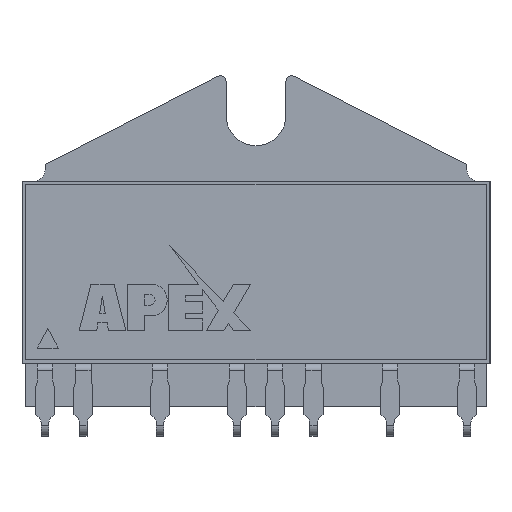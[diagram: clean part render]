
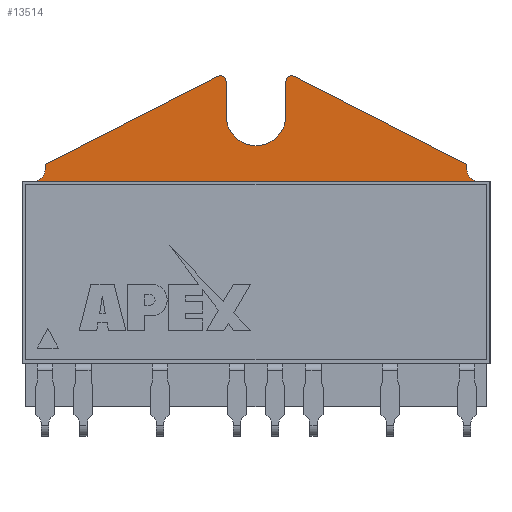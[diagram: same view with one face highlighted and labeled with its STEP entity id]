
A CAD part, top view. The second image highlights one B-rep face of the part: STEP entity #13514.
In plain terms, the highlighted planar face has unit normal (0, 0, 1).
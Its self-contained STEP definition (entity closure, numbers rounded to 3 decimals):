
#13098=CARTESIAN_POINT('',(13.97,17.777,1.854));
#13099=VERTEX_POINT('',#13098);
#13100=CARTESIAN_POINT('',(13.97,17.422,1.854));
#13101=VERTEX_POINT('',#13100);
#13102=CARTESIAN_POINT('',(13.97,17.777,1.854));
#13103=DIRECTION('',(0.0,-1.0,0.0));
#13104=VECTOR('',#13103,0.355);
#13105=LINE('',#13102,#13104);
#13106=EDGE_CURVE('',#13099,#13101,#13105,.T.);
#13138=CARTESIAN_POINT('',(14.732,16.66,1.854));
#13139=VERTEX_POINT('',#13138);
#13140=CARTESIAN_POINT('',(14.732,17.422,1.854));
#13141=DIRECTION('',(0.0,0.0,1.0));
#13142=DIRECTION('',(-0.707,-0.707,0.0));
#13143=AXIS2_PLACEMENT_3D('',#13140,#13141,#13142);
#13144=CIRCLE('',#13143,0.762);
#13145=EDGE_CURVE('',#13101,#13139,#13144,.T.);
#13171=CARTESIAN_POINT('',(-14.732,16.66,1.854));
#13172=VERTEX_POINT('',#13171);
#13173=CARTESIAN_POINT('',(14.732,16.66,1.854));
#13174=DIRECTION('',(-1.0,0.0,0.0));
#13175=VECTOR('',#13174,29.464);
#13176=LINE('',#13173,#13175);
#13177=EDGE_CURVE('',#13139,#13172,#13176,.T.);
#13202=CARTESIAN_POINT('',(-13.97,17.422,1.854));
#13203=VERTEX_POINT('',#13202);
#13204=CARTESIAN_POINT('',(-14.732,17.422,1.854));
#13205=DIRECTION('',(0.0,0.0,1.));
#13206=DIRECTION('',(0.707,-0.707,0.0));
#13207=AXIS2_PLACEMENT_3D('',#13204,#13205,#13206);
#13208=CIRCLE('',#13207,0.762);
#13209=EDGE_CURVE('',#13172,#13203,#13208,.T.);
#13235=CARTESIAN_POINT('',(-13.97,17.777,1.854));
#13236=VERTEX_POINT('',#13235);
#13237=CARTESIAN_POINT('',(-13.97,17.422,1.854));
#13238=DIRECTION('',(0.0,1.0,0.0));
#13239=VECTOR('',#13238,0.355);
#13240=LINE('',#13237,#13239);
#13241=EDGE_CURVE('',#13203,#13236,#13240,.T.);
#13266=CARTESIAN_POINT('',(-2.535,23.603,1.854));
#13267=VERTEX_POINT('',#13266);
#13268=CARTESIAN_POINT('',(-13.97,17.777,1.854));
#13269=DIRECTION('',(0.891,0.454,0.0));
#13270=VECTOR('',#13269,12.834);
#13271=LINE('',#13268,#13270);
#13272=EDGE_CURVE('',#13236,#13267,#13271,.T.);
#13297=CARTESIAN_POINT('',(-1.981,23.264,1.854));
#13298=VERTEX_POINT('',#13297);
#13299=CARTESIAN_POINT('',(-2.362,23.264,1.854));
#13300=DIRECTION('',(0.0,0.0,-1.0));
#13301=DIRECTION('',(0.522,0.853,0.0));
#13302=AXIS2_PLACEMENT_3D('',#13299,#13300,#13301);
#13303=CIRCLE('',#13302,0.381);
#13304=EDGE_CURVE('',#13267,#13298,#13303,.T.);
#13330=CARTESIAN_POINT('',(-1.981,21.003,1.854));
#13331=VERTEX_POINT('',#13330);
#13332=CARTESIAN_POINT('',(-1.981,23.264,1.854));
#13333=DIRECTION('',(0.0,-1.0,0.0));
#13334=VECTOR('',#13333,2.261);
#13335=LINE('',#13332,#13334);
#13336=EDGE_CURVE('',#13298,#13331,#13335,.T.);
#13361=CARTESIAN_POINT('',(1.981,21.003,1.854));
#13362=VERTEX_POINT('',#13361);
#13363=CARTESIAN_POINT('',(0.,21.003,1.854));
#13364=DIRECTION('',(0.0,0.0,1.0));
#13365=DIRECTION('',(0.0,-1.0,0.0));
#13366=AXIS2_PLACEMENT_3D('',#13363,#13364,#13365);
#13367=CIRCLE('',#13366,1.981);
#13368=EDGE_CURVE('',#13331,#13362,#13367,.T.);
#13394=CARTESIAN_POINT('',(1.981,23.264,1.854));
#13395=VERTEX_POINT('',#13394);
#13396=CARTESIAN_POINT('',(1.981,21.003,1.854));
#13397=DIRECTION('',(0.0,1.0,0.0));
#13398=VECTOR('',#13397,2.261);
#13399=LINE('',#13396,#13398);
#13400=EDGE_CURVE('',#13362,#13395,#13399,.T.);
#13425=CARTESIAN_POINT('',(2.535,23.603,1.854));
#13426=VERTEX_POINT('',#13425);
#13427=CARTESIAN_POINT('',(2.362,23.264,1.854));
#13428=DIRECTION('',(0.0,0.0,-1.0));
#13429=DIRECTION('',(-0.522,0.853,0.0));
#13430=AXIS2_PLACEMENT_3D('',#13427,#13428,#13429);
#13431=CIRCLE('',#13430,0.381);
#13432=EDGE_CURVE('',#13395,#13426,#13431,.T.);
#13458=CARTESIAN_POINT('',(2.535,23.603,1.854));
#13459=DIRECTION('',(0.891,-0.454,0.0));
#13460=VECTOR('',#13459,12.834);
#13461=LINE('',#13458,#13460);
#13462=EDGE_CURVE('',#13426,#13099,#13461,.T.);
#13495=CARTESIAN_POINT('',(0.,18.931,1.854));
#13496=DIRECTION('',(0.0,0.0,1.0));
#13497=DIRECTION('',(1.0,0.0,0.0));
#13498=AXIS2_PLACEMENT_3D('',#13495,#13496,#13497);
#13499=PLANE('',#13498);
#13500=ORIENTED_EDGE('',*,*,#13106,.F.);
#13501=ORIENTED_EDGE('',*,*,#13462,.F.);
#13502=ORIENTED_EDGE('',*,*,#13432,.F.);
#13503=ORIENTED_EDGE('',*,*,#13400,.F.);
#13504=ORIENTED_EDGE('',*,*,#13368,.F.);
#13505=ORIENTED_EDGE('',*,*,#13336,.F.);
#13506=ORIENTED_EDGE('',*,*,#13304,.F.);
#13507=ORIENTED_EDGE('',*,*,#13272,.F.);
#13508=ORIENTED_EDGE('',*,*,#13241,.F.);
#13509=ORIENTED_EDGE('',*,*,#13209,.F.);
#13510=ORIENTED_EDGE('',*,*,#13177,.F.);
#13511=ORIENTED_EDGE('',*,*,#13145,.F.);
#13512=EDGE_LOOP('',(#13500,#13501,#13502,#13503,#13504,#13505,#13506,#13507,#13508,#13509,#13510,#13511));
#13513=FACE_OUTER_BOUND('',#13512,.T.);
#13514=ADVANCED_FACE('',(#13513),#13499,.T.);
